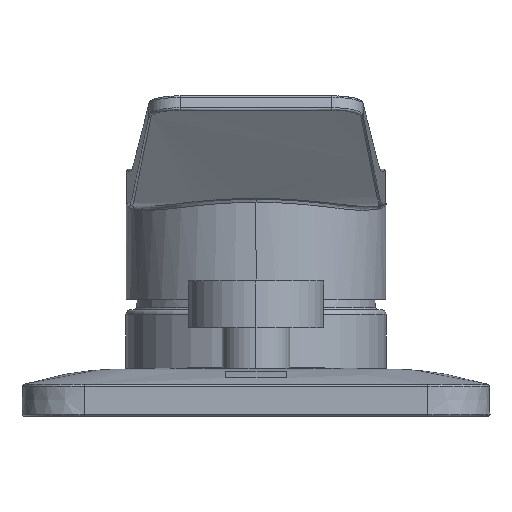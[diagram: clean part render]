
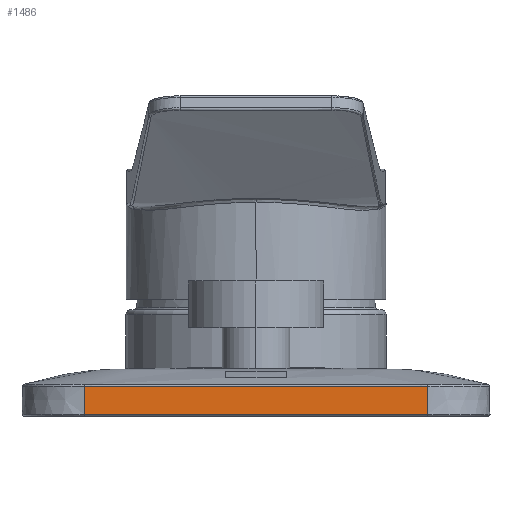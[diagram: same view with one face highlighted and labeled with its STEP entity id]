
A CAD part, front view. The second image highlights one B-rep face of the part: STEP entity #1486.
In plain terms, the highlighted planar face has unit normal (0, -1, 0.018).
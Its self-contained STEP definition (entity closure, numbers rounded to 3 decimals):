
#521 = EDGE_CURVE ( 'NONE', #9157, #2889, #1654, .T. ) ;
#628 = LINE ( 'NONE', #4564, #847 ) ;
#847 = VECTOR ( 'NONE', #8337, 1000. ) ;
#862 = CARTESIAN_POINT ( 'NONE',  ( -31.625, -74.9, 5.71 ) ) ;
#928 = CARTESIAN_POINT ( 'NONE',  ( 28.188, -74.9, 5.71 ) ) ;
#1047 = ORIENTED_EDGE ( 'NONE', *, *, #2080, .T. ) ;
#1243 = VERTEX_POINT ( 'NONE', #1748 ) ;
#1294 = AXIS2_PLACEMENT_3D ( 'NONE', #5155, #3674, #8966 ) ;
#1486 = ADVANCED_FACE ( 'NONE', ( #5156 ), #8205, .T. ) ;
#1637 = CARTESIAN_POINT ( 'NONE',  ( -32.313, -74.9, 5.71 ) ) ;
#1654 = B_SPLINE_CURVE_WITH_KNOTS ( 'NONE', 3,
 ( #7790, #1917, #1953, #9233, #5835, #928, #5730, #8474, #2408, #7328, #5454, #6952, #7717, #862, #1637, #4769, #3938 ),
 .UNSPECIFIED., .F., .F.,
 ( 4, 2, 1, 1, 1, 1, 1, 1, 1, 1, 1, 2, 4 ),
 ( 0., 0.001, 0.002, 0.004, 0.008, 0.017, 0.033, 0.05, 0.058, 0.062, 0.064, 0.065, 0.066 ),
 .UNSPECIFIED. ) ;
#1743 = CARTESIAN_POINT ( 'NONE',  ( -33., -74.9, 5.71 ) ) ;
#1748 = CARTESIAN_POINT ( 'NONE',  ( 33., -74.995, 0.3 ) ) ;
#1917 = CARTESIAN_POINT ( 'NONE',  ( 32.656, -74.9, 5.712 ) ) ;
#1953 = CARTESIAN_POINT ( 'NONE',  ( 32.313, -74.9, 5.71 ) ) ;
#1990 = CARTESIAN_POINT ( 'NONE',  ( -33., -75., 0. ) ) ;
#2080 = EDGE_CURVE ( 'NONE', #2889, #6005, #4486, .T. ) ;
#2408 = CARTESIAN_POINT ( 'NONE',  ( 0., -74.9, 5.71 ) ) ;
#2748 = DIRECTION ( 'NONE',  ( 0., -0.017, -1. ) ) ;
#2889 = VERTEX_POINT ( 'NONE', #1743 ) ;
#3578 = ORIENTED_EDGE ( 'NONE', *, *, #521, .T. ) ;
#3674 = DIRECTION ( 'NONE',  ( 0., -1., 0.017 ) ) ;
#3885 = LINE ( 'NONE', #6567, #7454 ) ;
#3938 = CARTESIAN_POINT ( 'NONE',  ( -33., -74.9, 5.71 ) ) ;
#4486 = LINE ( 'NONE', #1990, #8270 ) ;
#4564 = CARTESIAN_POINT ( 'NONE',  ( 33., -74.995, 0.3 ) ) ;
#4664 = ORIENTED_EDGE ( 'NONE', *, *, #9644, .F. ) ;
#4769 = CARTESIAN_POINT ( 'NONE',  ( -32.656, -74.9, 5.712 ) ) ;
#5155 = CARTESIAN_POINT ( 'NONE',  ( 0., -75., 0. ) ) ;
#5156 = FACE_OUTER_BOUND ( 'NONE', #7990, .T. ) ;
#5454 = CARTESIAN_POINT ( 'NONE',  ( -23.375, -74.9, 5.71 ) ) ;
#5730 = CARTESIAN_POINT ( 'NONE',  ( 23.375, -74.9, 5.71 ) ) ;
#5835 = CARTESIAN_POINT ( 'NONE',  ( 30.594, -74.9, 5.71 ) ) ;
#6005 = VERTEX_POINT ( 'NONE', #7474 ) ;
#6567 = CARTESIAN_POINT ( 'NONE',  ( 33., -75., 0. ) ) ;
#6952 = CARTESIAN_POINT ( 'NONE',  ( -28.188, -74.9, 5.71 ) ) ;
#7299 = DIRECTION ( 'NONE',  ( 0., -0.017, -1. ) ) ;
#7328 = CARTESIAN_POINT ( 'NONE',  ( -13.75, -74.9, 5.71 ) ) ;
#7454 = VECTOR ( 'NONE', #2748, 1000. ) ;
#7474 = CARTESIAN_POINT ( 'NONE',  ( -33., -74.995, 0.3 ) ) ;
#7655 = EDGE_CURVE ( 'NONE', #6005, #1243, #628, .T. ) ;
#7717 = CARTESIAN_POINT ( 'NONE',  ( -30.594, -74.9, 5.71 ) ) ;
#7790 = CARTESIAN_POINT ( 'NONE',  ( 33., -74.9, 5.71 ) ) ;
#7919 = ORIENTED_EDGE ( 'NONE', *, *, #7655, .T. ) ;
#7990 = EDGE_LOOP ( 'NONE', ( #1047, #7919, #4664, #3578 ) ) ;
#8205 = PLANE ( 'NONE',  #1294 ) ;
#8270 = VECTOR ( 'NONE', #7299, 1000. ) ;
#8323 = CARTESIAN_POINT ( 'NONE',  ( 33., -74.9, 5.71 ) ) ;
#8337 = DIRECTION ( 'NONE',  ( 1., 0., 0. ) ) ;
#8474 = CARTESIAN_POINT ( 'NONE',  ( 13.75, -74.9, 5.71 ) ) ;
#8966 = DIRECTION ( 'NONE',  ( 0., -0.017, -1. ) ) ;
#9157 = VERTEX_POINT ( 'NONE', #8323 ) ;
#9233 = CARTESIAN_POINT ( 'NONE',  ( 31.625, -74.9, 5.71 ) ) ;
#9644 = EDGE_CURVE ( 'NONE', #9157, #1243, #3885, .T. ) ;
